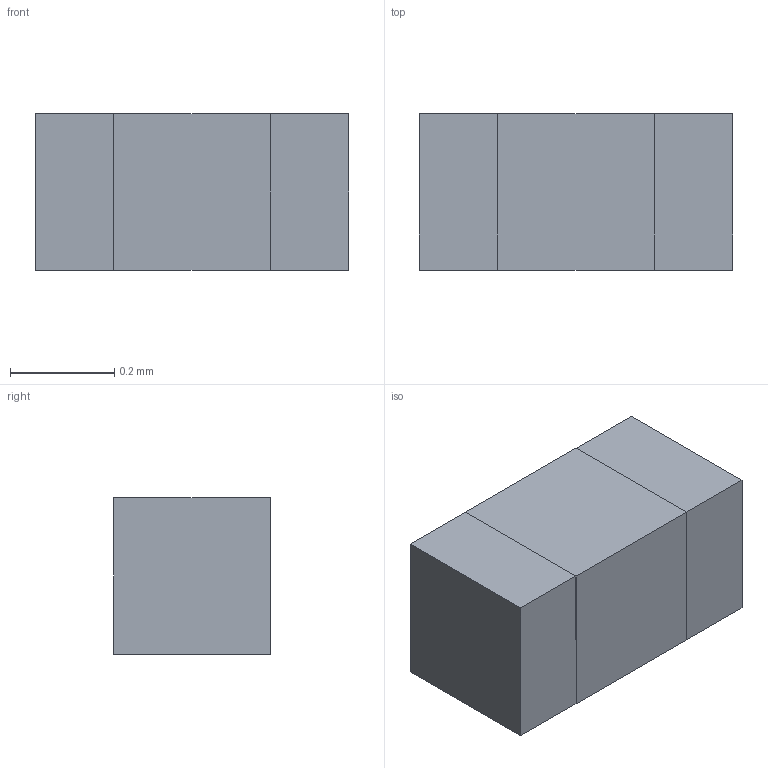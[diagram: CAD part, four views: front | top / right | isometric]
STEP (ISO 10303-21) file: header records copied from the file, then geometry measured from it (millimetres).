
FILE_DESCRIPTION(/* description */ ('Unknown'),/* implementation_level */ '2;1');
FILE_NAME(/* name */ '0.6x0.3x0.3x0.15',/* time_stamp */ '2019-08-02T17:15:36+08:00',/* author */ ('Unknown'),/* organization */ ('Unknown'),/* preprocessor_version */ 'ST-DEVELOPER v16.7',/* originating_system */ 'DEX',/* authorisation */ $);
FILE_SCHEMA (('AUTOMOTIVE_DESIGN {1 0 10303 214 3 1 1}'));
Length unit declared in the file: millimetre
Products named in the file (3): 0.6x0.3x0.3x0.15; Contact_0.3x0.3x0.15; Body_0.6x0.3x0.3x0.15
Assembly tree (3 placements, depth 2):
  0.6x0.3x0.3x0.15
    Contact_0.3x0.3x0.15  x2
    Body_0.6x0.3x0.3x0.15
Bounding box: 0.6 x 0.3 x 0.3 mm (x, y, z)
Volume: 0.1 mm3; surface area: 1.3 mm2
Topology: 3 solids, 3 shells, 18 faces, 36 edges, 24 vertices
Faces by surface type: plane 18
Entity records: 462 total; most frequent: DIRECTION 56, CARTESIAN_POINT 56, ORIENTED_EDGE 48, EDGE_CURVE 24, LINE 24, VECTOR 24, VERTEX_POINT 16, AXIS2_PLACEMENT_3D 16
